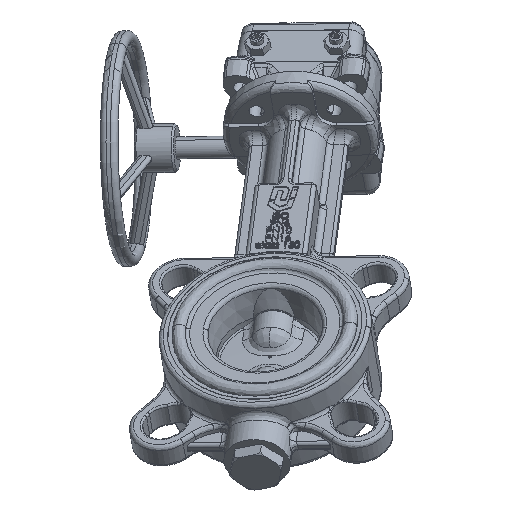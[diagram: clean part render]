
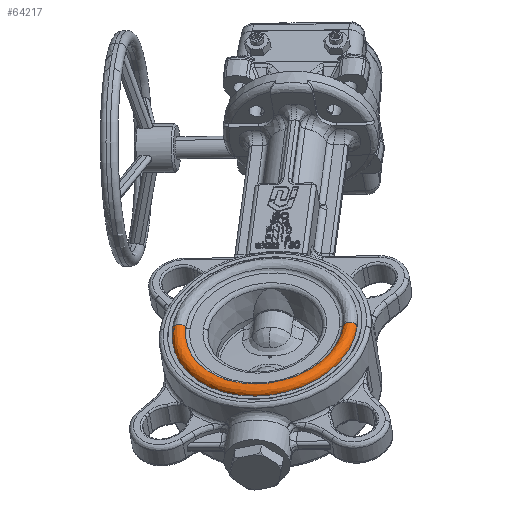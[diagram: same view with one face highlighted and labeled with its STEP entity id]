
A CAD part, front view. The second image highlights one B-rep face of the part: STEP entity #64217.
In plain terms, the highlighted free-form (B-spline) face has degree [3, 3] with [4, 4] control points.
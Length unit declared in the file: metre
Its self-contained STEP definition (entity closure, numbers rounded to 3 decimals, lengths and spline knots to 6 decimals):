
#1260 = CARTESIAN_POINT ( 'NONE',  ( 0.026624, 0., 0.037702 ) ) ;
#3281 = CARTESIAN_POINT ( 'NONE',  ( 0.026624, -0.075404, 0.037702 ) ) ;
#7296 = CARTESIAN_POINT ( 'NONE',  ( 0.02125, 0., 0.03875 ) ) ;
#8227 = CIRCLE ( 'NONE', #60377, 0.042 ) ;
#12807 = FACE_OUTER_BOUND ( 'NONE', #50874, .T. ) ;
#13157 = EDGE_CURVE ( 'NONE', #37731, #109294, #27920, .T. ) ;
#17247 = ORIENTED_EDGE ( 'NONE', *, *, #19487, .T. ) ;
#17407 = AXIS2_PLACEMENT_3D ( 'NONE', #61864, #92514, #48951 ) ;
#19487 = EDGE_CURVE ( 'NONE', #109294, #126354, #63049, .T. ) ;
#24369 = CARTESIAN_POINT ( 'NONE',  ( 0.025656, 0., -0.042 ) ) ;
#24602 = CARTESIAN_POINT ( 'NONE',  ( 0.02125, 0., -0.03875 ) ) ;
#27920 = CIRCLE ( 'NONE', #97494, 0.00325 ) ;
#33898 = CARTESIAN_POINT ( 'NONE',  ( 0.026624, 0., -0.037702 ) ) ;
#34570 = CARTESIAN_POINT ( 'NONE',  ( 0.025656, -0.084, 0.042 ) ) ;
#37731 = VERTEX_POINT ( 'NONE', #92414 ) ;
#39630 = AXIS2_PLACEMENT_3D ( 'NONE', #7296, #90330, #80779 ) ;
#42469 = DIRECTION ( 'NONE',  ( 0., -1., 0. ) ) ;
#48951 = DIRECTION ( 'NONE',  ( 0., 0., 1. ) ) ;
#49288 = VERTEX_POINT ( 'NONE', #111025 ) ;
#50874 = EDGE_LOOP ( 'NONE', ( #116344, #125080, #17247, #114821 ) ) ;
#52952 = CARTESIAN_POINT ( 'NONE',  ( 0.02125, 0., 0.042 ) ) ;
#54952 = CARTESIAN_POINT ( 'NONE',  ( 0.02125, 0., -0.042 ) ) ;
#60377 = AXIS2_PLACEMENT_3D ( 'NONE', #123834, #102702, #123160 ) ;
#61864 = CARTESIAN_POINT ( 'NONE',  ( 0.022643, 0., 0. ) ) ;
#63049 = CIRCLE ( 'NONE', #17407, 0.035814 ) ;
#64164 = EDGE_CURVE ( 'NONE', #49288, #37731, #8227, .T. ) ;
#64217 = ADVANCED_FACE ( 'NONE', ( #12807 ), #73352, .T. ) ;
#65176 = CARTESIAN_POINT ( 'NONE',  ( 0.022643, -0.071627, 0.035814 ) ) ;
#73352 =( BOUNDED_SURFACE ( )  B_SPLINE_SURFACE ( 3, 3, ( 
 ( #54952, #108083, #85625, #52952 ),
 ( #24369, #76740, #34570, #94497 ),
 ( #33898, #116966, #3281, #1260 ),
 ( #75389, #107403, #65176, #105385 ) ),
 .UNSPECIFIED., .F., .F., .F. ) 
 B_SPLINE_SURFACE_WITH_KNOTS ( ( 4, 4 ),
 ( 4, 4 ),
 ( 0., 1. ),
 ( 0., 1. ),
 .UNSPECIFIED. ) 
 GEOMETRIC_REPRESENTATION_ITEM ( )  RATIONAL_B_SPLINE_SURFACE ( (
 ( 1., 0.333, 0.333, 1.),
 ( 0.48, 0.16, 0.16, 0.48),
 ( 0.48, 0.16, 0.16, 0.48),
 ( 1., 0.333, 0.333, 1.) ) ) 
 REPRESENTATION_ITEM ( '' )  SURFACE ( )  );
#75389 = CARTESIAN_POINT ( 'NONE',  ( 0.022643, 0., -0.035814 ) ) ;
#76740 = CARTESIAN_POINT ( 'NONE',  ( 0.025656, -0.084, -0.042 ) ) ;
#76967 = EDGE_CURVE ( 'NONE', #49288, #126354, #96105, .T. ) ;
#80779 = DIRECTION ( 'NONE',  ( 0., 0., 1. ) ) ;
#82668 = DIRECTION ( 'NONE',  ( 0., 0., -1. ) ) ;
#85625 = CARTESIAN_POINT ( 'NONE',  ( 0.02125, -0.084, 0.042 ) ) ;
#90330 = DIRECTION ( 'NONE',  ( 0., 1., 0. ) ) ;
#92414 = CARTESIAN_POINT ( 'NONE',  ( 0.02125, 0., -0.042 ) ) ;
#92514 = DIRECTION ( 'NONE',  ( -1., 0., 0. ) ) ;
#94497 = CARTESIAN_POINT ( 'NONE',  ( 0.025656, 0., 0.042 ) ) ;
#96105 = CIRCLE ( 'NONE', #39630, 0.00325 ) ;
#97494 = AXIS2_PLACEMENT_3D ( 'NONE', #24602, #42469, #82668 ) ;
#102702 = DIRECTION ( 'NONE',  ( 1., 0., 0. ) ) ;
#104277 = CARTESIAN_POINT ( 'NONE',  ( 0.022643, 0., 0.035814 ) ) ;
#105385 = CARTESIAN_POINT ( 'NONE',  ( 0.022643, 0., 0.035814 ) ) ;
#107403 = CARTESIAN_POINT ( 'NONE',  ( 0.022643, -0.071627, -0.035814 ) ) ;
#108083 = CARTESIAN_POINT ( 'NONE',  ( 0.02125, -0.084, -0.042 ) ) ;
#108234 = CARTESIAN_POINT ( 'NONE',  ( 0.022643, 0., -0.035814 ) ) ;
#109294 = VERTEX_POINT ( 'NONE', #108234 ) ;
#111025 = CARTESIAN_POINT ( 'NONE',  ( 0.02125, 0., 0.042 ) ) ;
#114821 = ORIENTED_EDGE ( 'NONE', *, *, #76967, .F. ) ;
#116344 = ORIENTED_EDGE ( 'NONE', *, *, #64164, .T. ) ;
#116966 = CARTESIAN_POINT ( 'NONE',  ( 0.026624, -0.075404, -0.037702 ) ) ;
#123160 = DIRECTION ( 'NONE',  ( 0., 0., 1. ) ) ;
#123834 = CARTESIAN_POINT ( 'NONE',  ( 0.02125, 0., 0. ) ) ;
#125080 = ORIENTED_EDGE ( 'NONE', *, *, #13157, .T. ) ;
#126354 = VERTEX_POINT ( 'NONE', #104277 ) ;
